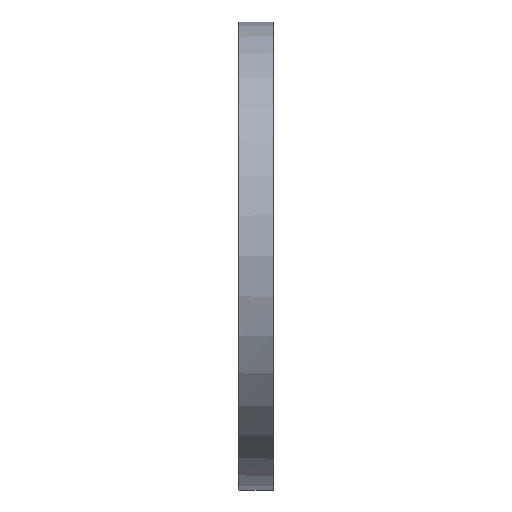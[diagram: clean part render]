
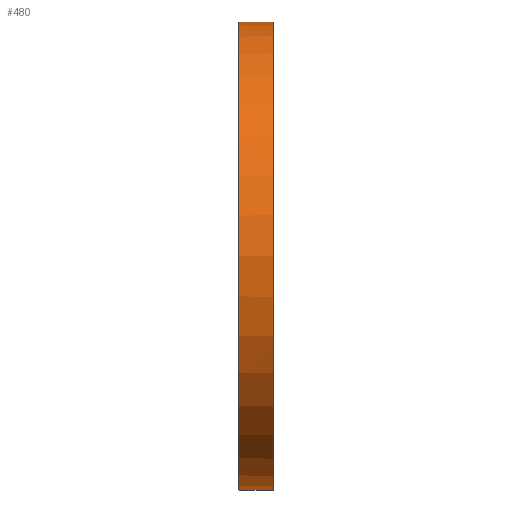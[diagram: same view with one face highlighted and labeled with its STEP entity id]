
A CAD part, left-side view. The second image highlights one B-rep face of the part: STEP entity #480.
In plain terms, the highlighted cylindrical face has radius 184.15 mm (diameter 368.3 mm), a partial arc.
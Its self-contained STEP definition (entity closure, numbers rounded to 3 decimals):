
#353 = EDGE_CURVE ( 'NONE', #8987, #1259, #1146, .T. ) ;
#441 = DIRECTION ( 'NONE',  ( 0., -1., 0. ) ) ;
#480 = ADVANCED_FACE ( 'NONE', ( #9093 ), #5534, .T. ) ;
#481 = ORIENTED_EDGE ( 'NONE', *, *, #5506, .T. ) ;
#601 = EDGE_CURVE ( 'NONE', #4323, #8987, #8046, .T. ) ;
#683 = DIRECTION ( 'NONE',  ( 0., 1., 0. ) ) ;
#1092 = CARTESIAN_POINT ( 'NONE',  ( 0., -20.091, 0. ) ) ;
#1099 = VERTEX_POINT ( 'NONE', #7057 ) ;
#1116 = CARTESIAN_POINT ( 'NONE',  ( -1.5, 26.7, -184.144 ) ) ;
#1146 = LINE ( 'NONE', #5357, #6832 ) ;
#1169 = VERTEX_POINT ( 'NONE', #6654 ) ;
#1209 = ORIENTED_EDGE ( 'NONE', *, *, #4446, .T. ) ;
#1259 = VERTEX_POINT ( 'NONE', #1116 ) ;
#1466 = DIRECTION ( 'NONE',  ( 0., 1., 0. ) ) ;
#1615 = DIRECTION ( 'NONE',  ( 0., 1., 0. ) ) ;
#1769 = DIRECTION ( 'NONE',  ( 0., -1., 0. ) ) ;
#1861 = LINE ( 'NONE', #6820, #2291 ) ;
#1920 = DIRECTION ( 'NONE',  ( 0., 1., 0. ) ) ;
#2291 = VECTOR ( 'NONE', #6690, 1000. ) ;
#2742 = ORIENTED_EDGE ( 'NONE', *, *, #353, .T. ) ;
#2816 = DIRECTION ( 'NONE',  ( 0., 0., 1. ) ) ;
#3023 = CARTESIAN_POINT ( 'NONE',  ( -1.5, 27.5, 184.144 ) ) ;
#3125 = CARTESIAN_POINT ( 'NONE',  ( -1.5, 26.7, 184.144 ) ) ;
#3315 = DIRECTION ( 'NONE',  ( 0., 0., 1. ) ) ;
#3424 = LINE ( 'NONE', #6801, #4604 ) ;
#3546 = CARTESIAN_POINT ( 'NONE',  ( -1.5, 27.5, -184.144 ) ) ;
#3986 = VERTEX_POINT ( 'NONE', #7976 ) ;
#4000 = AXIS2_PLACEMENT_3D ( 'NONE', #4505, #7968, #7364 ) ;
#4275 = AXIS2_PLACEMENT_3D ( 'NONE', #4869, #1466, #4313 ) ;
#4313 = DIRECTION ( 'NONE',  ( 0., 0., 1. ) ) ;
#4323 = VERTEX_POINT ( 'NONE', #3023 ) ;
#4446 = EDGE_CURVE ( 'NONE', #1169, #9142, #1861, .T. ) ;
#4485 = VERTEX_POINT ( 'NONE', #3125 ) ;
#4505 = CARTESIAN_POINT ( 'NONE',  ( 0., 27.5, 0. ) ) ;
#4539 = VECTOR ( 'NONE', #1615, 1000. ) ;
#4589 = ORIENTED_EDGE ( 'NONE', *, *, #5994, .F. ) ;
#4601 = LINE ( 'NONE', #8022, #4539 ) ;
#4604 = VECTOR ( 'NONE', #8384, 1000. ) ;
#4869 = CARTESIAN_POINT ( 'NONE',  ( 0., 26.7, 0. ) ) ;
#4996 = ORIENTED_EDGE ( 'NONE', *, *, #601, .T. ) ;
#5134 = CARTESIAN_POINT ( 'NONE',  ( 0., 0.5, -184.15 ) ) ;
#5357 = CARTESIAN_POINT ( 'NONE',  ( -1.5, -20.091, -184.144 ) ) ;
#5429 = CIRCLE ( 'NONE', #8565, 184.15 ) ;
#5453 = AXIS2_PLACEMENT_3D ( 'NONE', #6873, #1920, #3315 ) ;
#5506 = EDGE_CURVE ( 'NONE', #9142, #3986, #8445, .T. ) ;
#5534 = CYLINDRICAL_SURFACE ( 'NONE', #7744, 184.15 ) ;
#5675 = EDGE_LOOP ( 'NONE', ( #7593, #4589, #8556, #4996, #2742, #8146, #1209, #481 ) ) ;
#5994 = EDGE_CURVE ( 'NONE', #4485, #1099, #7718, .T. ) ;
#6654 = CARTESIAN_POINT ( 'NONE',  ( 0., 26.7, -184.15 ) ) ;
#6690 = DIRECTION ( 'NONE',  ( 0., -1., 0. ) ) ;
#6801 = CARTESIAN_POINT ( 'NONE',  ( 0., -20.091, 184.15 ) ) ;
#6813 = DIRECTION ( 'NONE',  ( 0., 0., -1. ) ) ;
#6820 = CARTESIAN_POINT ( 'NONE',  ( 0., -20.091, -184.15 ) ) ;
#6832 = VECTOR ( 'NONE', #441, 1000. ) ;
#6873 = CARTESIAN_POINT ( 'NONE',  ( 0., 0.5, 0. ) ) ;
#6943 = EDGE_CURVE ( 'NONE', #4485, #4323, #4601, .T. ) ;
#7057 = CARTESIAN_POINT ( 'NONE',  ( 0., 26.7, 184.15 ) ) ;
#7088 = CARTESIAN_POINT ( 'NONE',  ( 0., 26.7, 0. ) ) ;
#7364 = DIRECTION ( 'NONE',  ( 0., 0., -1. ) ) ;
#7593 = ORIENTED_EDGE ( 'NONE', *, *, #8366, .F. ) ;
#7718 = CIRCLE ( 'NONE', #4275, 184.15 ) ;
#7744 = AXIS2_PLACEMENT_3D ( 'NONE', #1092, #1769, #6813 ) ;
#7968 = DIRECTION ( 'NONE',  ( 0., -1., 0. ) ) ;
#7976 = CARTESIAN_POINT ( 'NONE',  ( 0., 0.5, 184.15 ) ) ;
#8022 = CARTESIAN_POINT ( 'NONE',  ( -1.5, -20.091, 184.144 ) ) ;
#8046 = CIRCLE ( 'NONE', #4000, 184.15 ) ;
#8146 = ORIENTED_EDGE ( 'NONE', *, *, #8309, .F. ) ;
#8309 = EDGE_CURVE ( 'NONE', #1169, #1259, #5429, .T. ) ;
#8366 = EDGE_CURVE ( 'NONE', #1099, #3986, #3424, .T. ) ;
#8384 = DIRECTION ( 'NONE',  ( 0., -1., 0. ) ) ;
#8445 = CIRCLE ( 'NONE', #5453, 184.15 ) ;
#8556 = ORIENTED_EDGE ( 'NONE', *, *, #6943, .T. ) ;
#8565 = AXIS2_PLACEMENT_3D ( 'NONE', #7088, #683, #2816 ) ;
#8987 = VERTEX_POINT ( 'NONE', #3546 ) ;
#9093 = FACE_OUTER_BOUND ( 'NONE', #5675, .T. ) ;
#9142 = VERTEX_POINT ( 'NONE', #5134 ) ;
